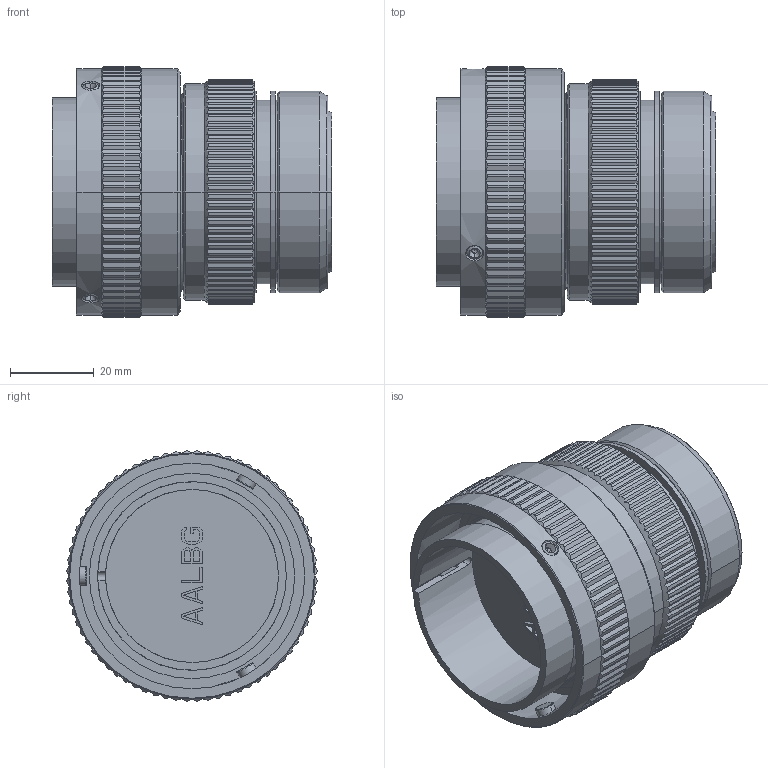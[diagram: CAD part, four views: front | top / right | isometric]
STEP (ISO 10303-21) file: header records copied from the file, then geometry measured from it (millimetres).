
FILE_DESCRIPTION((''),'2;1');
FILE_NAME('VG95234M-32_SW0001','2023-03-23T10:31:08',('paultorloting'),('NET AG system integration'),'CREO PARAMETRIC BY PTC INC, 2021404','CREO PARAMETRIC BY PTC INC, 2021404','');
FILE_SCHEMA(('AUTOMOTIVE_DESIGN { 1 0 10303 214 1 1 1 1 }'));
Length unit declared in the file: millimetre
Products named in the file (1): VG95234M-32_SW0001
Bounding box: 66.57 x 59.58 x 59.58 mm (x, y, z)
Volume: 106950.4 mm3; surface area: 28920.2 mm2
Topology: 1 solids, 1 shells, 869 faces, 2417 edges, 1583 vertices
Faces by surface type: plane 575, cylinder 208, cone 60, torus 18, bspline 8
Entity records: 37923 total; most frequent: CARTESIAN_POINT 12182, ORIENTED_EDGE 4822, DIRECTION 3982, EDGE_CURVE 2411, VERTEX_POINT 1583, AXIS2_PLACEMENT_3D 1361, VECTOR 1257, LINE 1257
